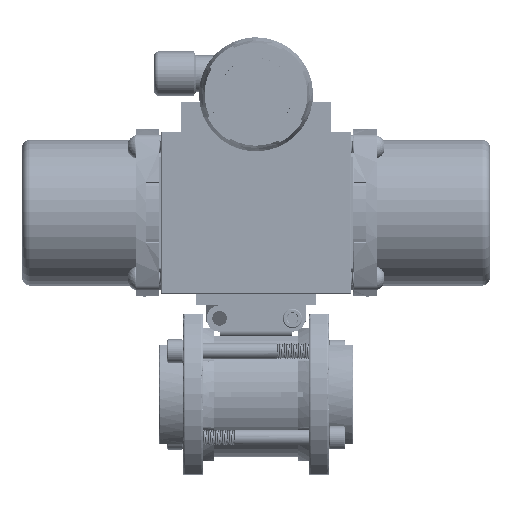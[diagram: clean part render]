
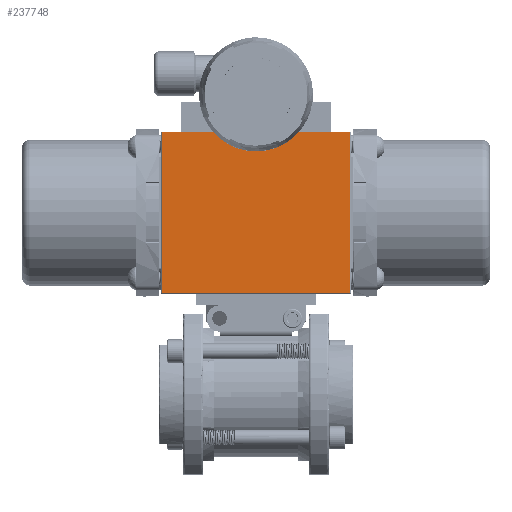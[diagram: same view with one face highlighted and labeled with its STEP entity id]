
A CAD part, top view. The second image highlights one B-rep face of the part: STEP entity #237748.
In plain terms, the highlighted planar face has unit normal (0, 0, 1).
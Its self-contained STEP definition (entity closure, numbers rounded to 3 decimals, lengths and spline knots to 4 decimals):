
#3603 = DIRECTION ( 'NONE',  ( 0., 1., 0. ) ) ;
#11869 = CARTESIAN_POINT ( 'NONE',  ( 2.253, 6.283, 1.55 ) ) ;
#12388 = VECTOR ( 'NONE', #63630, 39.3701 ) ;
#20155 = AXIS2_PLACEMENT_3D ( 'NONE', #41035, #98638, #232110 ) ;
#20761 = EDGE_CURVE ( 'NONE', #184503, #28927, #135803, .T. ) ;
#28927 = VERTEX_POINT ( 'NONE', #11869 ) ;
#40025 = FACE_OUTER_BOUND ( 'NONE', #48454, .T. ) ;
#41035 = CARTESIAN_POINT ( 'NONE',  ( -2.273, 6.303, 1.55 ) ) ;
#43168 = VECTOR ( 'NONE', #179492, 39.3701 ) ;
#48454 = EDGE_LOOP ( 'NONE', ( #146599, #123236, #109004, #166384 ) ) ;
#56139 = LINE ( 'NONE', #204058, #157709 ) ;
#63630 = DIRECTION ( 'NONE',  ( 0., -1., 0. ) ) ;
#69546 = EDGE_CURVE ( 'NONE', #72985, #214795, #209549, .T. ) ;
#72985 = VERTEX_POINT ( 'NONE', #74320 ) ;
#74320 = CARTESIAN_POINT ( 'NONE',  ( -2.253, 6.283, 1.55 ) ) ;
#88457 = EDGE_CURVE ( 'NONE', #28927, #72985, #56139, .T. ) ;
#98638 = DIRECTION ( 'NONE',  ( 0., 0., -1. ) ) ;
#109004 = ORIENTED_EDGE ( 'NONE', *, *, #69546, .T. ) ;
#123236 = ORIENTED_EDGE ( 'NONE', *, *, #88457, .T. ) ;
#127215 = DIRECTION ( 'NONE',  ( -1., 0., 0. ) ) ;
#132573 = CARTESIAN_POINT ( 'NONE',  ( -2.253, 2.423, 1.55 ) ) ;
#135803 = LINE ( 'NONE', #193971, #231341 ) ;
#146599 = ORIENTED_EDGE ( 'NONE', *, *, #20761, .T. ) ;
#157709 = VECTOR ( 'NONE', #127215, 39.3701 ) ;
#166384 = ORIENTED_EDGE ( 'NONE', *, *, #167578, .T. ) ;
#167578 = EDGE_CURVE ( 'NONE', #214795, #184503, #168702, .T. ) ;
#168702 = LINE ( 'NONE', #197888, #43168 ) ;
#179492 = DIRECTION ( 'NONE',  ( 1., 0., 0. ) ) ;
#184503 = VERTEX_POINT ( 'NONE', #198330 ) ;
#193971 = CARTESIAN_POINT ( 'NONE',  ( 2.253, 6.303, 1.55 ) ) ;
#197248 = CARTESIAN_POINT ( 'NONE',  ( -2.253, 2.403, 1.55 ) ) ;
#197888 = CARTESIAN_POINT ( 'NONE',  ( -2.273, 2.423, 1.55 ) ) ;
#198330 = CARTESIAN_POINT ( 'NONE',  ( 2.253, 2.423, 1.55 ) ) ;
#204058 = CARTESIAN_POINT ( 'NONE',  ( -2.273, 6.283, 1.55 ) ) ;
#209549 = LINE ( 'NONE', #197248, #12388 ) ;
#213027 = PLANE ( 'NONE',  #20155 ) ;
#214795 = VERTEX_POINT ( 'NONE', #132573 ) ;
#231341 = VECTOR ( 'NONE', #3603, 39.3701 ) ;
#232110 = DIRECTION ( 'NONE',  ( 0., -1., 0. ) ) ;
#237748 = ADVANCED_FACE ( 'NONE', ( #40025 ), #213027, .F. ) ;
